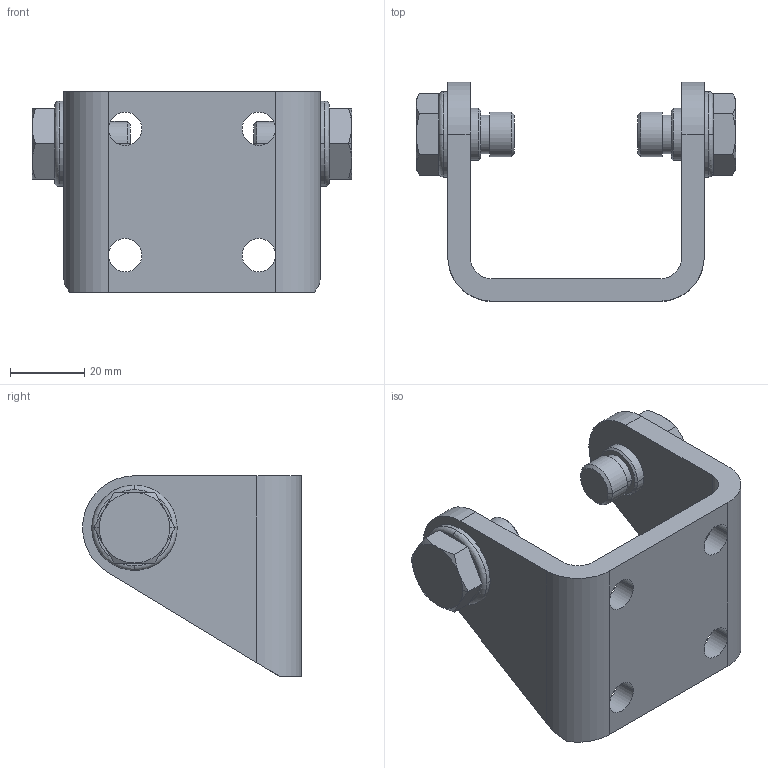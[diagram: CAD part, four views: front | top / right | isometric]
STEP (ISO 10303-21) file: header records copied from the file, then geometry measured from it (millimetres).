
FILE_DESCRIPTION(('STEP AP214'),'1');
FILE_NAME('chape_nf-21050.stp','2017-05-09T10:20:32',('TraceParts'),('TraceParts S.A.'),'Spatial InterOp 3D',' ',' ');
FILE_SCHEMA(('automotive_design'));
Length unit declared in the file: millimetre
Products named in the file (1): chape_nf-21050
Bounding box: 86.1 x 59 x 54 mm (x, y, z)
Volume: 50382.3 mm3; surface area: 18947.3 mm2
Topology: 1 solids, 1 shells, 112 faces, 256 edges, 154 vertices
Faces by surface type: plane 54, cylinder 30, cone 24, torus 4
Entity records: 3197 total; most frequent: CARTESIAN_POINT 619, DIRECTION 580, ORIENTED_EDGE 512, EDGE_CURVE 256, AXIS2_PLACEMENT_3D 235, VERTEX_POINT 154, EDGE_LOOP 128, CIRCLE 118
